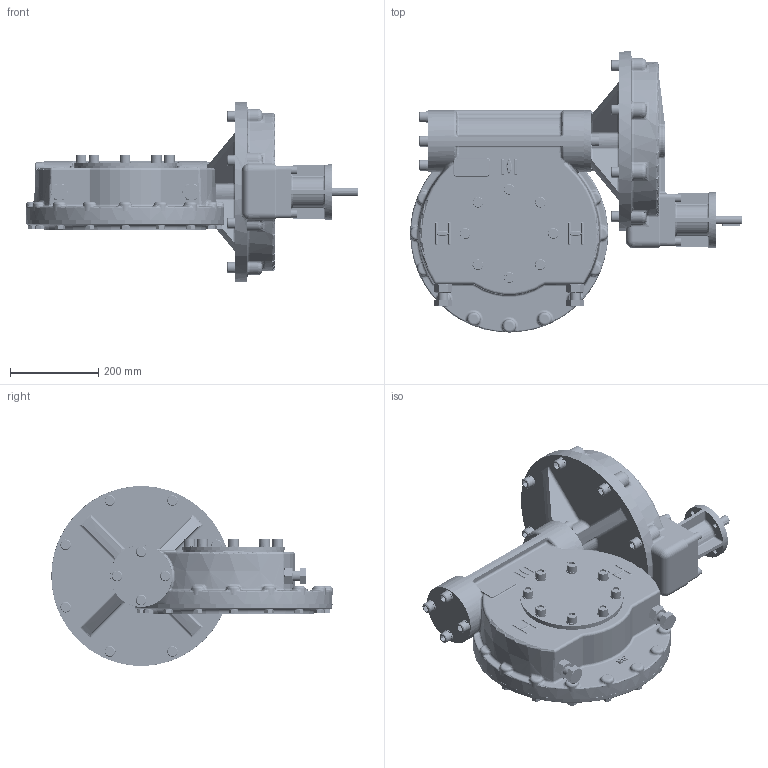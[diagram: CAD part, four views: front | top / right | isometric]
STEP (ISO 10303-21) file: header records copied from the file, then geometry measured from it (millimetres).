
FILE_DESCRIPTION(/* description */ ('Unknown'),/* implementation_level */ '2;1');
FILE_NAME(/* name */ 'PUB-IW76-IR1S_1-0_SOLID-STEP',/* time_stamp */ '2019-12-12T12:07:18+00:00',/* author */ ('Unknown'),/* organization */ ('Unknown'),/* preprocessor_version */ 'ST-DEVELOPER v16.7',/* originating_system */ 'DEX',/* authorisation */ $);
FILE_SCHEMA (('AUTOMOTIVE_DESIGN {1 0 10303 214 3 1 1}'));
Products named in the file (1): PUB-IW76-IR2_SOLID_1-0
Bounding box: 753.58 x 638.63 x 408 mm (x, y, z)
Volume: 17951236.5 mm3; surface area: 2468582.4 mm2
Topology: 9 solids, 36 shells, 5705 faces, 14736 edges, 9309 vertices
Faces by surface type: plane 3983, cylinder 721, bspline 381, cone 292, torus 262, sphere 66
Full cylindrical faces by diameter (mm): 10.2 x20, 10.5 x4, 12 x36, 12.1 x16, 12.5 x20, 13 x20, 13.97 x1, 14 x16, 16 x24, 16.5 x24, 17 x8, 17.294 x16, 18 x5, 19 x20, 20 x1, 21 x2, 24 x28, 30.325 x2, 35.13 x1, 42 x1, 50 x1, 50.2 x2, 52 x1, 55.11 x1, 57.5 x1, 58 x1, 60 x1, 62 x1, 63 x2, 70.05 x1
Entity records: 222132 total; most frequent: CARTESIAN_POINT 53992, ORIENTED_EDGE 27642, DIRECTION 24119, EDGE_CURVE 13821, VERTEX_POINT 9095, LINE 8703, VECTOR 8703, AXIS2_PLACEMENT_3D 7708
